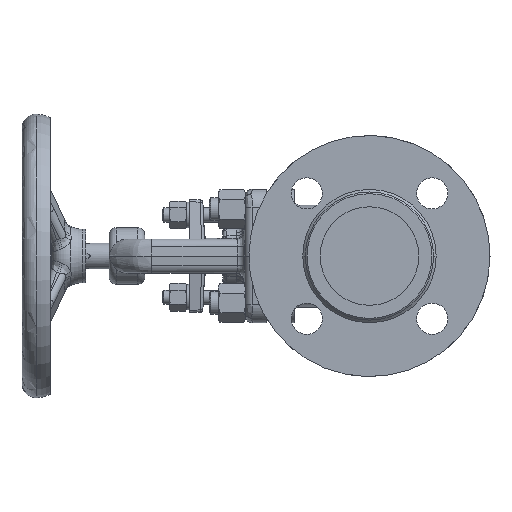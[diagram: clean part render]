
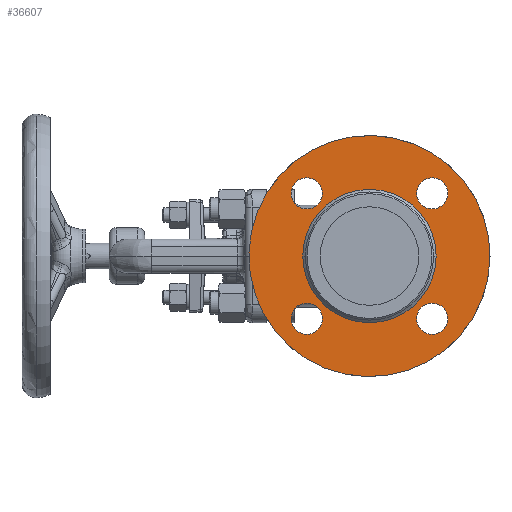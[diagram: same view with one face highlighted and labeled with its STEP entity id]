
A CAD part, left-side view. The second image highlights one B-rep face of the part: STEP entity #36607.
In plain terms, the highlighted planar face has unit normal (-1, 0, 0).
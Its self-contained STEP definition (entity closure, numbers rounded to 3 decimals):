
#340 = VERTEX_POINT ( 'NONE', #42343 ) ;
#738 = CARTESIAN_POINT ( 'NONE',  ( -127., -25.806, 44.194 ) ) ;
#768 = FACE_BOUND ( 'NONE', #24166, .T. ) ;
#1014 = CIRCLE ( 'NONE', #2181, 11. ) ;
#1262 = ORIENTED_EDGE ( 'NONE', *, *, #37134, .F. ) ;
#1714 = CIRCLE ( 'NONE', #9698, 11. ) ;
#1894 = FACE_BOUND ( 'NONE', #16868, .T. ) ;
#2181 = AXIS2_PLACEMENT_3D ( 'NONE', #7986, #33298, #11624 ) ;
#2419 = VERTEX_POINT ( 'NONE', #43681 ) ;
#2703 = EDGE_CURVE ( 'NONE', #45415, #41714, #45882, .T. ) ;
#2747 = CARTESIAN_POINT ( 'NONE',  ( -127., -70., 0. ) ) ;
#2853 = CIRCLE ( 'NONE', #12142, 11. ) ;
#3752 = DIRECTION ( 'NONE',  ( 0., -1., 0. ) ) ;
#3927 = DIRECTION ( 'NONE',  ( 0., -1., 0. ) ) ;
#4402 = DIRECTION ( 'NONE',  ( 0., -1., 0. ) ) ;
#4771 = DIRECTION ( 'NONE',  ( 1., 0., 0. ) ) ;
#4804 = ORIENTED_EDGE ( 'NONE', *, *, #2703, .F. ) ;
#5835 = CIRCLE ( 'NONE', #7435, 47. ) ;
#6144 = EDGE_CURVE ( 'NONE', #7736, #22981, #22053, .T. ) ;
#6357 = DIRECTION ( 'NONE',  ( 0., -1., 0. ) ) ;
#6734 = EDGE_CURVE ( 'NONE', #41714, #45415, #26454, .T. ) ;
#6847 = AXIS2_PLACEMENT_3D ( 'NONE', #738, #26064, #4402 ) ;
#7423 = CIRCLE ( 'NONE', #6847, 11. ) ;
#7435 = AXIS2_PLACEMENT_3D ( 'NONE', #34434, #12806, #38069 ) ;
#7736 = VERTEX_POINT ( 'NONE', #28899 ) ;
#7986 = CARTESIAN_POINT ( 'NONE',  ( -127., -25.806, -44.194 ) ) ;
#8460 = AXIS2_PLACEMENT_3D ( 'NONE', #26437, #4771, #30087 ) ;
#8652 = CARTESIAN_POINT ( 'NONE',  ( -127., -70., 0. ) ) ;
#9253 = DIRECTION ( 'NONE',  ( -1., 0., 0. ) ) ;
#9698 = AXIS2_PLACEMENT_3D ( 'NONE', #33057, #11371, #36696 ) ;
#10166 = ORIENTED_EDGE ( 'NONE', *, *, #41153, .F. ) ;
#10547 = ORIENTED_EDGE ( 'NONE', *, *, #46176, .F. ) ;
#10925 = EDGE_CURVE ( 'NONE', #2419, #12429, #46874, .T. ) ;
#11371 = DIRECTION ( 'NONE',  ( -1., 0., 0. ) ) ;
#11553 = FACE_OUTER_BOUND ( 'NONE', #31133, .T. ) ;
#11624 = DIRECTION ( 'NONE',  ( 0., -1., 0. ) ) ;
#12142 = AXIS2_PLACEMENT_3D ( 'NONE', #40915, #19250, #44540 ) ;
#12429 = VERTEX_POINT ( 'NONE', #31703 ) ;
#12734 = CARTESIAN_POINT ( 'NONE',  ( -127., -25.806, -44.194 ) ) ;
#12806 = DIRECTION ( 'NONE',  ( -1., 0., 0. ) ) ;
#13901 = AXIS2_PLACEMENT_3D ( 'NONE', #12734, #38003, #16382 ) ;
#14523 = CARTESIAN_POINT ( 'NONE',  ( -127., -14.806, 44.194 ) ) ;
#14557 = DIRECTION ( 'NONE',  ( 1., 0., 0. ) ) ;
#14664 = EDGE_LOOP ( 'NONE', ( #10166, #44301 ) ) ;
#15014 = AXIS2_PLACEMENT_3D ( 'NONE', #38284, #41941, #20272 ) ;
#15417 = CARTESIAN_POINT ( 'NONE',  ( -127., -3.301, -52.69 ) ) ;
#15511 = AXIS2_PLACEMENT_3D ( 'NONE', #8652, #14557, #3927 ) ;
#16382 = DIRECTION ( 'NONE',  ( 0., -1., 0. ) ) ;
#16868 = EDGE_LOOP ( 'NONE', ( #31819, #32068 ) ) ;
#18891 = VERTEX_POINT ( 'NONE', #21034 ) ;
#19250 = DIRECTION ( 'NONE',  ( -1., 0., 0. ) ) ;
#19467 = EDGE_LOOP ( 'NONE', ( #34955, #42136 ) ) ;
#19598 = EDGE_CURVE ( 'NONE', #340, #18891, #1014, .T. ) ;
#20272 = DIRECTION ( 'NONE',  ( 0., -1., 0. ) ) ;
#20759 = CARTESIAN_POINT ( 'NONE',  ( -127., -103.194, 44.194 ) ) ;
#21034 = CARTESIAN_POINT ( 'NONE',  ( -127., -14.806, -44.194 ) ) ;
#21490 = CARTESIAN_POINT ( 'NONE',  ( -127., -25.806, 44.194 ) ) ;
#21667 = AXIS2_PLACEMENT_3D ( 'NONE', #46436, #24759, #3752 ) ;
#22053 = CIRCLE ( 'NONE', #45989, 11. ) ;
#22965 = VERTEX_POINT ( 'NONE', #28880 ) ;
#22981 = VERTEX_POINT ( 'NONE', #14523 ) ;
#24166 = EDGE_LOOP ( 'NONE', ( #1262, #30732 ) ) ;
#24305 = CARTESIAN_POINT ( 'NONE',  ( -127., -136.699, 52.69 ) ) ;
#24759 = DIRECTION ( 'NONE',  ( -1., 0., 0. ) ) ;
#25081 = DIRECTION ( 'NONE',  ( 0., -1., 0. ) ) ;
#25305 = CARTESIAN_POINT ( 'NONE',  ( -127., -125.194, 44.194 ) ) ;
#26064 = DIRECTION ( 'NONE',  ( -1., 0., 0. ) ) ;
#26437 = CARTESIAN_POINT ( 'NONE',  ( -127., -70., 0. ) ) ;
#26454 = CIRCLE ( 'NONE', #8460, 85. ) ;
#27977 = VERTEX_POINT ( 'NONE', #25305 ) ;
#28053 = DIRECTION ( 'NONE',  ( -1., 0., 0. ) ) ;
#28276 = CIRCLE ( 'NONE', #13901, 11. ) ;
#28880 = CARTESIAN_POINT ( 'NONE',  ( -127., -23., 0. ) ) ;
#28899 = CARTESIAN_POINT ( 'NONE',  ( -127., -36.806, 44.194 ) ) ;
#29628 = EDGE_CURVE ( 'NONE', #39884, #27977, #38743, .T. ) ;
#29660 = FACE_BOUND ( 'NONE', #19467, .T. ) ;
#30087 = DIRECTION ( 'NONE',  ( 0., -1., 0. ) ) ;
#30732 = ORIENTED_EDGE ( 'NONE', *, *, #43565, .F. ) ;
#30959 = CARTESIAN_POINT ( 'NONE',  ( -127., -114.194, -44.194 ) ) ;
#31133 = EDGE_LOOP ( 'NONE', ( #41299, #4804 ) ) ;
#31677 = VERTEX_POINT ( 'NONE', #35465 ) ;
#31703 = CARTESIAN_POINT ( 'NONE',  ( -127., -103.194, -44.194 ) ) ;
#31819 = ORIENTED_EDGE ( 'NONE', *, *, #19598, .F. ) ;
#32068 = ORIENTED_EDGE ( 'NONE', *, *, #39037, .F. ) ;
#33057 = CARTESIAN_POINT ( 'NONE',  ( -127., -114.194, -44.194 ) ) ;
#33298 = DIRECTION ( 'NONE',  ( -1., 0., 0. ) ) ;
#34434 = CARTESIAN_POINT ( 'NONE',  ( -127., -70., 0. ) ) ;
#34552 = DIRECTION ( 'NONE',  ( 0., -1., 0. ) ) ;
#34955 = ORIENTED_EDGE ( 'NONE', *, *, #6144, .F. ) ;
#35465 = CARTESIAN_POINT ( 'NONE',  ( -127., -117., 0. ) ) ;
#35943 = AXIS2_PLACEMENT_3D ( 'NONE', #30959, #9253, #34552 ) ;
#36607 = ADVANCED_FACE ( 'NONE', ( #1894, #40423, #29660, #39266, #11553, #768 ), #37973, .T. ) ;
#36696 = DIRECTION ( 'NONE',  ( 0., -1., 0. ) ) ;
#37134 = EDGE_CURVE ( 'NONE', #22965, #31677, #5835, .T. ) ;
#37973 = PLANE ( 'NONE',  #15014 ) ;
#38003 = DIRECTION ( 'NONE',  ( -1., 0., 0. ) ) ;
#38069 = DIRECTION ( 'NONE',  ( 0., -1., 0. ) ) ;
#38284 = CARTESIAN_POINT ( 'NONE',  ( -127., -23., 0. ) ) ;
#38427 = EDGE_CURVE ( 'NONE', #22981, #7736, #7423, .T. ) ;
#38743 = CIRCLE ( 'NONE', #21667, 11. ) ;
#39037 = EDGE_CURVE ( 'NONE', #18891, #340, #28276, .T. ) ;
#39266 = FACE_BOUND ( 'NONE', #14664, .T. ) ;
#39459 = EDGE_LOOP ( 'NONE', ( #44808, #10547 ) ) ;
#39884 = VERTEX_POINT ( 'NONE', #20759 ) ;
#40423 = FACE_BOUND ( 'NONE', #39459, .T. ) ;
#40915 = CARTESIAN_POINT ( 'NONE',  ( -127., -114.194, 44.194 ) ) ;
#41153 = EDGE_CURVE ( 'NONE', #27977, #39884, #2853, .T. ) ;
#41299 = ORIENTED_EDGE ( 'NONE', *, *, #6734, .F. ) ;
#41714 = VERTEX_POINT ( 'NONE', #24305 ) ;
#41941 = DIRECTION ( 'NONE',  ( -1., 0., 0. ) ) ;
#42136 = ORIENTED_EDGE ( 'NONE', *, *, #38427, .F. ) ;
#42281 = AXIS2_PLACEMENT_3D ( 'NONE', #2747, #28053, #6357 ) ;
#42343 = CARTESIAN_POINT ( 'NONE',  ( -127., -36.806, -44.194 ) ) ;
#43371 = CIRCLE ( 'NONE', #42281, 47. ) ;
#43565 = EDGE_CURVE ( 'NONE', #31677, #22965, #43371, .T. ) ;
#43681 = CARTESIAN_POINT ( 'NONE',  ( -127., -125.194, -44.194 ) ) ;
#44301 = ORIENTED_EDGE ( 'NONE', *, *, #29628, .F. ) ;
#44540 = DIRECTION ( 'NONE',  ( 0., -1., 0. ) ) ;
#44808 = ORIENTED_EDGE ( 'NONE', *, *, #10925, .F. ) ;
#45415 = VERTEX_POINT ( 'NONE', #15417 ) ;
#45882 = CIRCLE ( 'NONE', #15511, 85. ) ;
#45989 = AXIS2_PLACEMENT_3D ( 'NONE', #21490, #46770, #25081 ) ;
#46176 = EDGE_CURVE ( 'NONE', #12429, #2419, #1714, .T. ) ;
#46436 = CARTESIAN_POINT ( 'NONE',  ( -127., -114.194, 44.194 ) ) ;
#46770 = DIRECTION ( 'NONE',  ( -1., 0., 0. ) ) ;
#46874 = CIRCLE ( 'NONE', #35943, 11. ) ;
